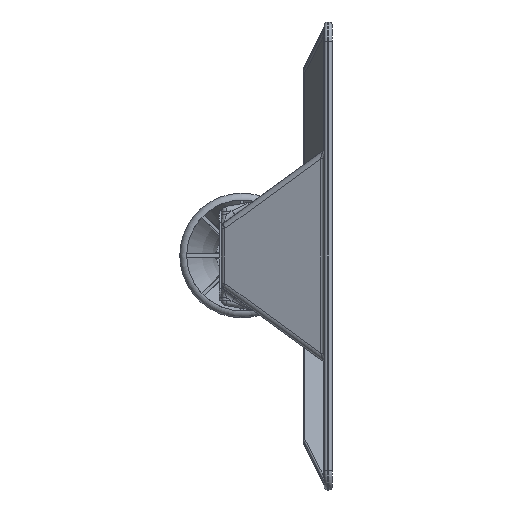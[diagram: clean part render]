
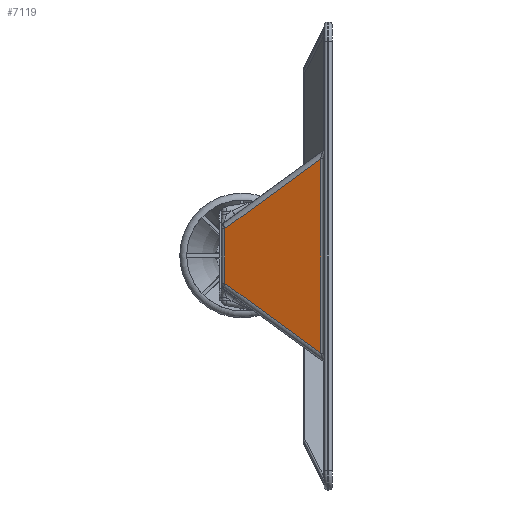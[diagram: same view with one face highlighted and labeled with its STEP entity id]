
A CAD part, left-side view. The second image highlights one B-rep face of the part: STEP entity #7119.
In plain terms, the highlighted planar face has unit normal (-0.94, 0.342, 0).
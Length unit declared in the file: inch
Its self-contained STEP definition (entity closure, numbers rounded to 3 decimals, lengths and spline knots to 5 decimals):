
#5044=CARTESIAN_POINT('',(-6.02395,2.0642,-0.5244));
#5045=VERTEX_POINT('',#5044);
#7082=CARTESIAN_POINT('',(-6.,2.13,-0.6));
#7083=DIRECTION('',(-0.94,0.342,0.0));
#7084=DIRECTION('',(0.0,0.0,1.0));
#7085=AXIS2_PLACEMENT_3D('',#7082,#7083,#7084);
#7086=PLANE('',#7085);
#7087=CARTESIAN_POINT('',(-6.69489,0.2208,-1.86584));
#7088=VERTEX_POINT('',#7087);
#7089=CARTESIAN_POINT('',(-6.69489,0.2208,1.86584));
#7090=VERTEX_POINT('',#7089);
#7091=CARTESIAN_POINT('',(-6.69489,0.2208,-1.86584));
#7092=DIRECTION('',(0.0,0.0,1.0));
#7093=VECTOR('',#7092,3.73169);
#7094=LINE('',#7091,#7093);
#7095=EDGE_CURVE('',#7088,#7090,#7094,.T.);
#7096=ORIENTED_EDGE('',*,*,#7095,.T.);
#7097=CARTESIAN_POINT('',(-6.02395,2.0642,0.5244));
#7098=VERTEX_POINT('',#7097);
#7099=CARTESIAN_POINT('',(-6.69489,0.2208,1.86584));
#7100=DIRECTION('',(0.282,0.776,-0.564));
#7101=VECTOR('',#7100,2.37651);
#7102=LINE('',#7099,#7101);
#7103=EDGE_CURVE('',#7090,#7098,#7102,.T.);
#7104=ORIENTED_EDGE('',*,*,#7103,.T.);
#7105=CARTESIAN_POINT('',(-6.02395,2.0642,0.5244));
#7106=DIRECTION('',(0.0,0.0,-1.0));
#7107=VECTOR('',#7106,1.0488);
#7108=LINE('',#7105,#7107);
#7109=EDGE_CURVE('',#7098,#5045,#7108,.T.);
#7110=ORIENTED_EDGE('',*,*,#7109,.T.);
#7111=CARTESIAN_POINT('',(-6.02395,2.0642,-0.5244));
#7112=DIRECTION('',(-0.282,-0.776,-0.564));
#7113=VECTOR('',#7112,2.37651);
#7114=LINE('',#7111,#7113);
#7115=EDGE_CURVE('',#5045,#7088,#7114,.T.);
#7116=ORIENTED_EDGE('',*,*,#7115,.T.);
#7117=EDGE_LOOP('',(#7096,#7104,#7110,#7116));
#7118=FACE_OUTER_BOUND('',#7117,.T.);
#7119=ADVANCED_FACE('',(#7118),#7086,.T.);
